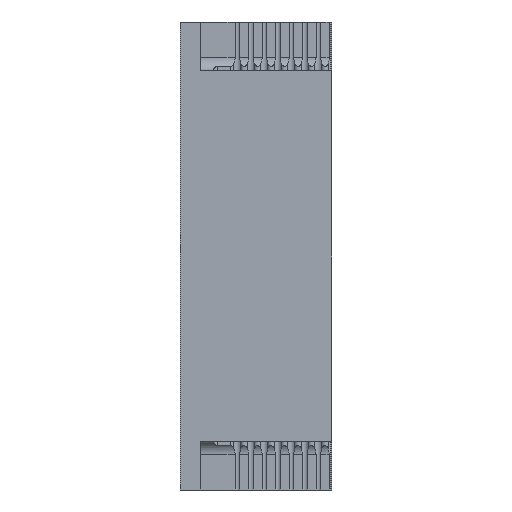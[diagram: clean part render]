
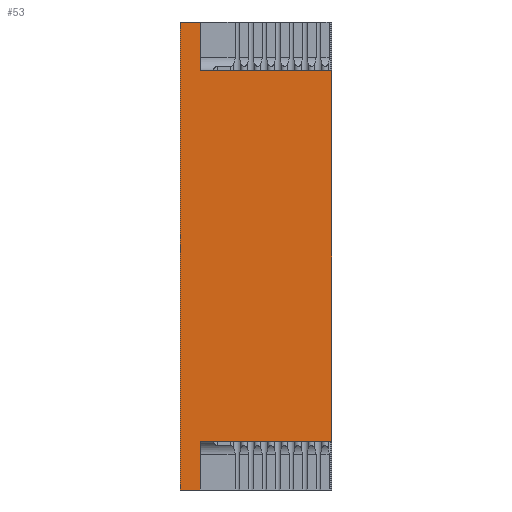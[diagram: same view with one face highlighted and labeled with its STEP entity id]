
A CAD part, left-side view. The second image highlights one B-rep face of the part: STEP entity #53.
In plain terms, the highlighted planar face has unit normal (-1, 0, 0).
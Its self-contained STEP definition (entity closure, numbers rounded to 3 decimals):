
#53=ADVANCED_FACE('',(#9242),#9244,.T.);
#9242=FACE_BOUND('',#9243,.T.);
#9243=EDGE_LOOP('',(#16419,#16420,#16421,#16422,#16423,#16424,#16425,#16426));
#9244=PLANE('',#9245);
#9245=AXIS2_PLACEMENT_3D('',#9246,#9247,#9248);
#9246=CARTESIAN_POINT('',(-112.,-14.974,500.));
#9247=DIRECTION('',(-1.,0.,0.));
#9248=DIRECTION('',(0.,1.,0.));
#16419=ORIENTED_EDGE('',*,*,#22515,.T.);
#16420=ORIENTED_EDGE('',*,*,#22516,.T.);
#16421=ORIENTED_EDGE('',*,*,#22517,.F.);
#16422=ORIENTED_EDGE('',*,*,#22518,.F.);
#16423=ORIENTED_EDGE('',*,*,#22519,.F.);
#16424=ORIENTED_EDGE('',*,*,#22520,.T.);
#16425=ORIENTED_EDGE('',*,*,#22521,.T.);
#16426=ORIENTED_EDGE('',*,*,#22522,.T.);
#22515=EDGE_CURVE('',#25563,#25564,#25565,.F.);
#22516=EDGE_CURVE('',#25564,#25566,#25567,.T.);
#22517=EDGE_CURVE('',#25568,#25566,#25569,.F.);
#22518=EDGE_CURVE('',#25570,#25568,#25571,.T.);
#22519=EDGE_CURVE('',#25572,#25570,#25573,.F.);
#22520=EDGE_CURVE('',#25572,#25574,#25575,.T.);
#22521=EDGE_CURVE('',#25574,#25576,#25577,.F.);
#22522=EDGE_CURVE('',#25576,#25563,#25578,.T.);
#25563=VERTEX_POINT('',#30645);
#25564=VERTEX_POINT('',#30646);
#25565=LINE('',#30647,#30648);
#25566=VERTEX_POINT('',#30650);
#25567=LINE('',#30651,#30652);
#25568=VERTEX_POINT('',#30654);
#25569=LINE('',#30655,#30656);
#25570=VERTEX_POINT('',#30658);
#25571=LINE('',#30659,#30660);
#25572=VERTEX_POINT('',#30662);
#25573=LINE('',#30663,#30664);
#25574=VERTEX_POINT('',#30666);
#25575=LINE('',#30667,#30668);
#25576=VERTEX_POINT('',#30670);
#25577=LINE('',#30671,#30672);
#25578=LINE('',#30674,#30675);
#30645=CARTESIAN_POINT('',(-112.,-45.,124.5));
#30646=CARTESIAN_POINT('',(-112.,-6.,124.5));
#30647=CARTESIAN_POINT('',(-112.,-6.,124.5));
#30648=VECTOR('',#30649,1.);
#30649=DIRECTION('',(0.,-1.,0.));
#30650=CARTESIAN_POINT('',(-112.,-6.,139.));
#30651=CARTESIAN_POINT('',(-112.,-6.,124.5));
#30652=VECTOR('',#30653,1.);
#30653=DIRECTION('',(0.,0.,1.));
#30654=CARTESIAN_POINT('',(-112.,0.,139.));
#30655=CARTESIAN_POINT('',(-112.,-6.,139.));
#30656=VECTOR('',#30657,1.);
#30657=DIRECTION('',(0.,1.,0.));
#30658=CARTESIAN_POINT('',(-112.,0.,0.));
#30659=CARTESIAN_POINT('',(-112.,0.,0.));
#30660=VECTOR('',#30661,1.);
#30661=DIRECTION('',(0.,0.,1.));
#30662=CARTESIAN_POINT('',(-112.,-6.,0.));
#30663=CARTESIAN_POINT('',(-112.,0.,0.));
#30664=VECTOR('',#30665,1.);
#30665=DIRECTION('',(0.,-1.,0.));
#30666=CARTESIAN_POINT('',(-112.,-6.,14.5));
#30667=CARTESIAN_POINT('',(-112.,-6.,0.));
#30668=VECTOR('',#30669,1.);
#30669=DIRECTION('',(0.,0.,1.));
#30670=CARTESIAN_POINT('',(-112.,-45.,14.5));
#30671=CARTESIAN_POINT('',(-112.,-45.,14.5));
#30672=VECTOR('',#30673,1.);
#30673=DIRECTION('',(0.,1.,0.));
#30674=CARTESIAN_POINT('',(-112.,-45.,14.5));
#30675=VECTOR('',#30676,1.);
#30676=DIRECTION('',(0.,0.,1.));
